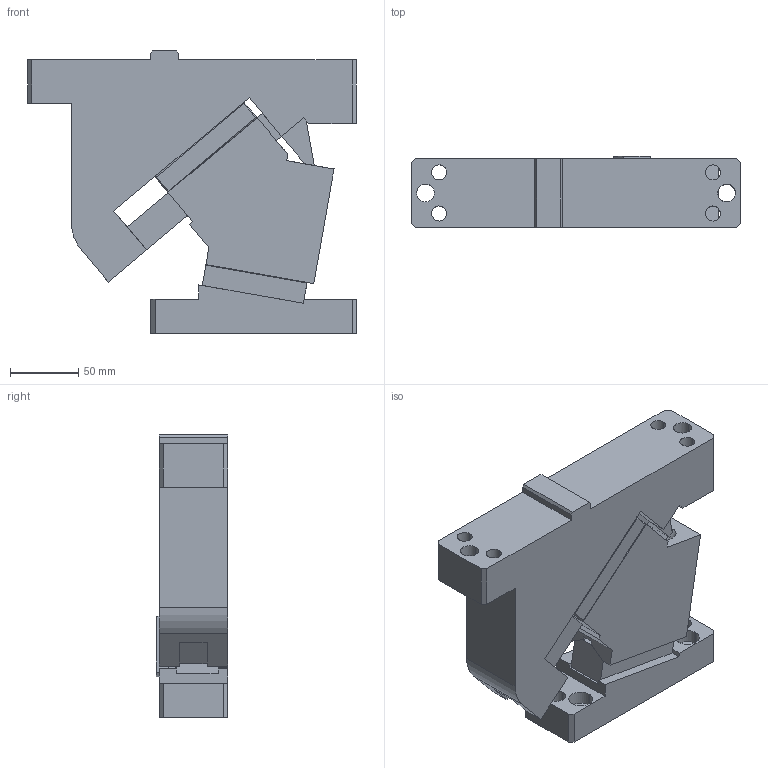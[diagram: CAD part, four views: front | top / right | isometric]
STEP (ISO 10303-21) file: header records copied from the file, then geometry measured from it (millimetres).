
FILE_DESCRIPTION(('CATIA V5 STEP Exchange'),'2;1');
FILE_NAME('CACC_50_10.stp','2015-04-21T10:28:38+00:00',('none'),('none'),'CATIA Version 5 Release 19 SP 2 (IN-10)','CATIA V5 STEP AP203','none');
FILE_SCHEMA(('CONFIG_CONTROL_DESIGN'));
Length unit declared in the file: millimetre
Products named in the file (1): CACC_50_10
Bounding box: 240 x 52 x 206.5 mm (x, y, z)
Volume: 1499775.4 mm3; surface area: 187306 mm2
Topology: 3 solids, 5 shells, 196 faces, 552 edges, 366 vertices
Faces by surface type: plane 133, cylinder 61, cone 2
Entity records: 7041 total; most frequent: CARTESIAN_POINT 2456, ORIENTED_EDGE 1100, DIRECTION 655, EDGE_CURVE 550, VERTEX_POINT 366, VECTOR 247, LINE 247, B_SPLINE_CURVE_WITH_KNOTS 243
